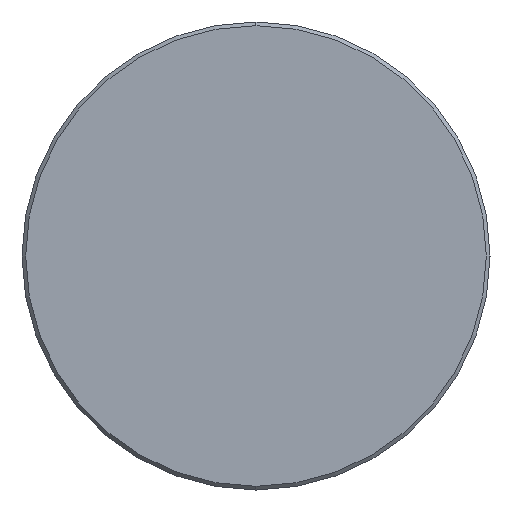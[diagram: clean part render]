
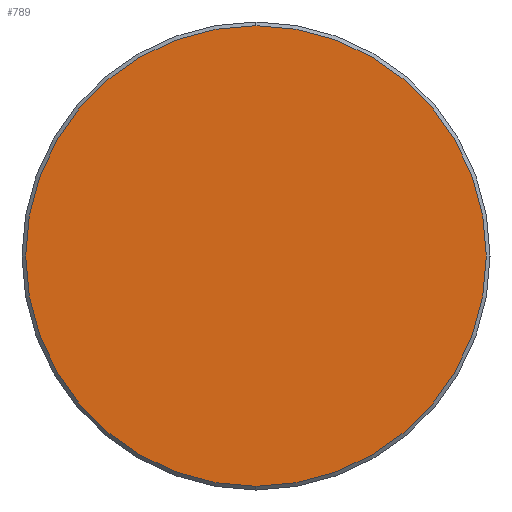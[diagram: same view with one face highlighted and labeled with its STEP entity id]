
A CAD part, left-side view. The second image highlights one B-rep face of the part: STEP entity #789.
In plain terms, the highlighted planar face has unit normal (-1, 0, 0).
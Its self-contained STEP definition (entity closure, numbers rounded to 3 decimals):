
#17 = AXIS2_PLACEMENT_3D ( 'NONE', #191, #389, #317 ) ;
#122 = DIRECTION ( 'NONE',  ( 1., 0., 0. ) ) ;
#129 = CIRCLE ( 'NONE', #17, 18.7 ) ;
#140 = CARTESIAN_POINT ( 'NONE',  ( 0., 0., 18.7 ) ) ;
#147 = CIRCLE ( 'NONE', #818, 18.7 ) ;
#155 = EDGE_CURVE ( 'NONE', #742, #467, #129, .T. ) ;
#182 = CARTESIAN_POINT ( 'NONE',  ( 0., 0., 0. ) ) ;
#191 = CARTESIAN_POINT ( 'NONE',  ( 0., 0., 0. ) ) ;
#225 = DIRECTION ( 'NONE',  ( 0., 0., 1. ) ) ;
#281 = CARTESIAN_POINT ( 'NONE',  ( 0., 0., 0. ) ) ;
#297 = EDGE_LOOP ( 'NONE', ( #584, #435 ) ) ;
#317 = DIRECTION ( 'NONE',  ( 0., 0., 1. ) ) ;
#389 = DIRECTION ( 'NONE',  ( -1., 0., 0. ) ) ;
#435 = ORIENTED_EDGE ( 'NONE', *, *, #525, .T. ) ;
#467 = VERTEX_POINT ( 'NONE', #140 ) ;
#473 = FACE_OUTER_BOUND ( 'NONE', #297, .T. ) ;
#476 = DIRECTION ( 'NONE',  ( -1., 0., 0. ) ) ;
#492 = DIRECTION ( 'NONE',  ( 0., 0., -1. ) ) ;
#525 = EDGE_CURVE ( 'NONE', #467, #742, #147, .T. ) ;
#584 = ORIENTED_EDGE ( 'NONE', *, *, #155, .T. ) ;
#596 = AXIS2_PLACEMENT_3D ( 'NONE', #182, #122, #492 ) ;
#630 = CARTESIAN_POINT ( 'NONE',  ( 0., 0., -18.7 ) ) ;
#742 = VERTEX_POINT ( 'NONE', #630 ) ;
#789 = ADVANCED_FACE ( 'NONE', ( #473 ), #807, .F. ) ;
#807 = PLANE ( 'NONE',  #596 ) ;
#818 = AXIS2_PLACEMENT_3D ( 'NONE', #281, #476, #225 ) ;
